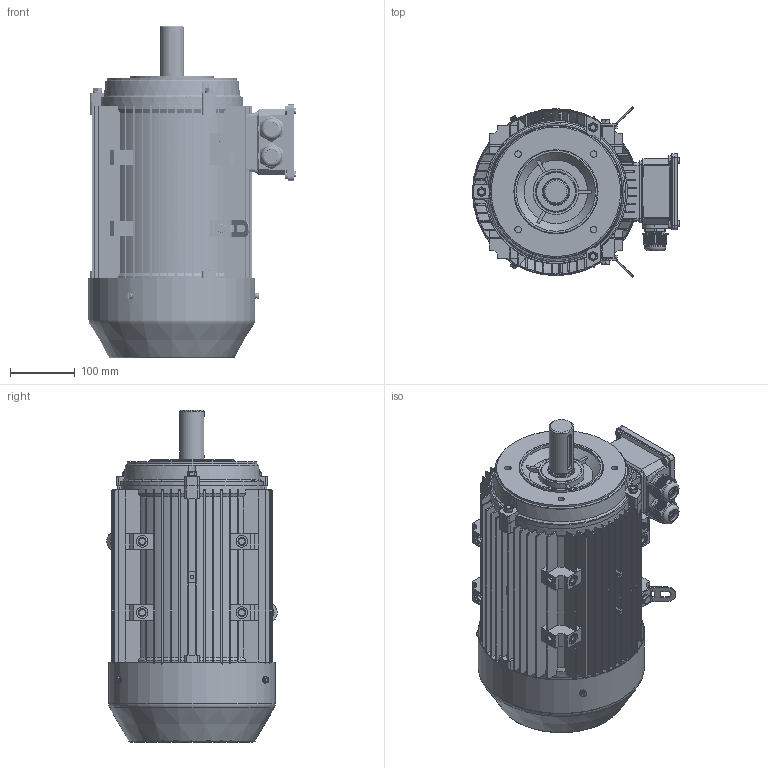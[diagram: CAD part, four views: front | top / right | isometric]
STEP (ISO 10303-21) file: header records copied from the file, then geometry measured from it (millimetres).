
FILE_DESCRIPTION(/* description */ (''),/* implementation_level */ '2;1');
FILE_NAME(/* name */ 'JL-132M-B14A.stp',/* time_stamp */ '2018-12-30T15:01:38+08:00',/* author */ (''),/* organization */ (''),/* preprocessor_version */ 'ST-DEVELOPER v16.7',/* originating_system */ 'SIEMENS PLM Software NX 12.0',/* authorisation */ '');
FILE_SCHEMA (('AP203_CONFIGURATION_CONTROLLED_3D_DESIGN_OF_MECHANICAL_PARTS_AND_ASSEMBLIES_MIM_LF { 1 0 10303 403 2 1 2}'));
Products named in the file (1): JL-132M-B14A
Bounding box: 320 x 263.33 x 513 mm (x, y, z)
Volume: 3429908 mm3; surface area: 1778970.4 mm2
Topology: 50 solids, 50 shells, 4958 faces, 14111 edges, 9380 vertices
Faces by surface type: plane 2979, cylinder 1576, cone 187, torus 181, bspline 35
Full cylindrical faces by diameter (mm): 2 x4, 4.48 x8, 4.8 x10, 5 x35, 5.3 x4, 5.8 x14, 6 x1, 7.188 x6, 8 x15, 8.58 x2, 9.1 x6, 10 x26, 11 x2, 12 x12, 14.785 x2, 16 x4, 18 x12, 20.9 x2, 24.7 x4, 26 x2, 29.45 x12, 30 x10, 30.4 x12, 31.35 x12, 32 x12, 32.3 x12, 32.775 x2, 37 x1, 37.2 x1, 38 x1
Entity records: 173213 total; most frequent: CARTESIAN_POINT 47379, ORIENTED_EDGE 26778, DIRECTION 24708, EDGE_CURVE 13389, VERTEX_POINT 9065, AXIS2_PLACEMENT_3D 8389, LINE 7930, VECTOR 7930
